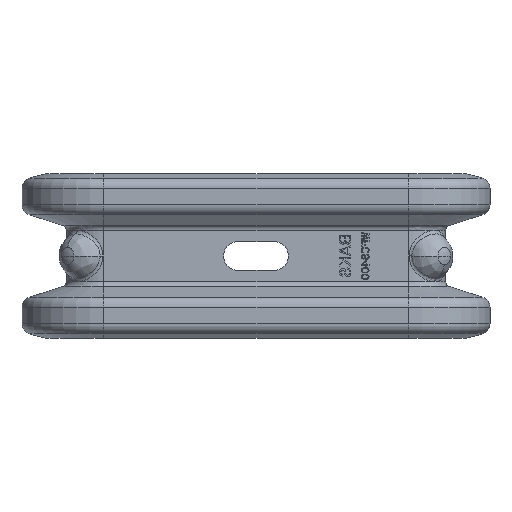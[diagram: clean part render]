
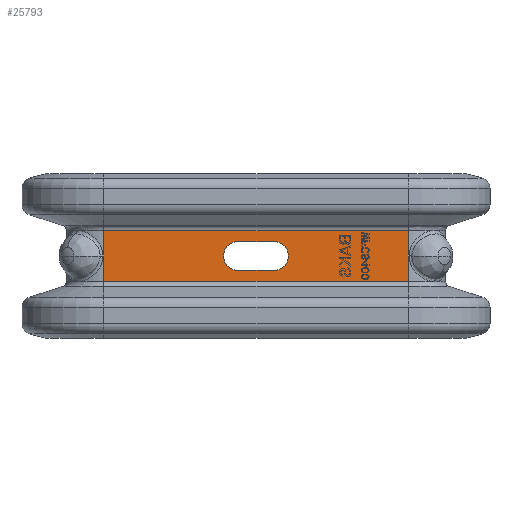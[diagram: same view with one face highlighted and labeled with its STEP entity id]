
A CAD part, left-side view. The second image highlights one B-rep face of the part: STEP entity #25793.
In plain terms, the highlighted planar face has unit normal (-1, 0, 0).
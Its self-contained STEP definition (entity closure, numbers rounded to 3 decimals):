
#7210=DIRECTION('',(0.,1.,0.));
#7211=VECTOR('',#7210,117.);
#7212=CARTESIAN_POINT('',(-457.,31.5,9.8));
#7213=LINE('',#7212,#7211);
#7214=DIRECTION('',(0.,0.,1.));
#7215=VECTOR('',#7214,19.6);
#7216=CARTESIAN_POINT('',(-457.,31.5,-9.8));
#7217=LINE('',#7216,#7215);
#7218=DIRECTION('',(0.,1.,0.));
#7219=VECTOR('',#7218,117.);
#7220=CARTESIAN_POINT('',(-457.,31.5,-9.8));
#7221=LINE('',#7220,#7219);
#7222=DIRECTION('',(0.,1.,0.));
#7223=VECTOR('',#7222,14.);
#7224=CARTESIAN_POINT('',(-457.,83.,5.5));
#7225=LINE('',#7224,#7223);
#7226=CARTESIAN_POINT('',(-457.,97.,0.));
#7227=DIRECTION('',(1.,0.,0.));
#7228=DIRECTION('',(0.,0.,-1.));
#7229=AXIS2_PLACEMENT_3D('',#7226,#7227,#7228);
#7231=DIRECTION('',(0.,-1.,0.));
#7232=VECTOR('',#7231,14.);
#7233=CARTESIAN_POINT('',(-457.,97.,-5.5));
#7234=LINE('',#7233,#7232);
#7235=CARTESIAN_POINT('',(-457.,83.,0.));
#7236=DIRECTION('',(1.,0.,0.));
#7237=DIRECTION('',(0.,0.,1.));
#7238=AXIS2_PLACEMENT_3D('',#7235,#7236,#7237);
#8162=DIRECTION('',(0.,0.,1.));
#8163=VECTOR('',#8162,19.6);
#8164=CARTESIAN_POINT('',(-457.,148.5,-9.8));
#8165=LINE('',#8164,#8163);
#12281=CARTESIAN_POINT('',(-457.,31.5,-9.8));
#12282=VERTEX_POINT('',#12281);
#12283=CARTESIAN_POINT('',(-457.,31.5,9.8));
#12284=VERTEX_POINT('',#12283);
#12309=CARTESIAN_POINT('',(-457.,148.5,-9.8));
#12310=VERTEX_POINT('',#12309);
#12311=CARTESIAN_POINT('',(-457.,148.5,9.8));
#12312=VERTEX_POINT('',#12311);
#12537=CARTESIAN_POINT('',(-457.,83.,5.5));
#12538=CARTESIAN_POINT('',(-457.,97.,5.5));
#12539=VERTEX_POINT('',#12537);
#12540=VERTEX_POINT('',#12538);
#12541=CARTESIAN_POINT('',(-457.,97.,-5.5));
#12542=VERTEX_POINT('',#12541);
#12543=CARTESIAN_POINT('',(-457.,83.,-5.5));
#12544=VERTEX_POINT('',#12543);
#25770=CARTESIAN_POINT('',(-457.,31.5,-9.8));
#25771=DIRECTION('',(-1.,0.,0.));
#25772=DIRECTION('',(0.,0.,1.));
#25773=AXIS2_PLACEMENT_3D('',#25770,#25771,#25772);
#25774=PLANE('',#25773);
#25775=ORIENTED_EDGE('',*,*,#23841,.F.);
#25777=ORIENTED_EDGE('',*,*,#25776,.T.);
#25779=ORIENTED_EDGE('',*,*,#25778,.T.);
#25780=ORIENTED_EDGE('',*,*,#25762,.F.);
#25781=EDGE_LOOP('',(#25775,#25777,#25779,#25780));
#25782=FACE_OUTER_BOUND('',#25781,.F.);
#25784=ORIENTED_EDGE('',*,*,#25783,.T.);
#25786=ORIENTED_EDGE('',*,*,#25785,.F.);
#25788=ORIENTED_EDGE('',*,*,#25787,.T.);
#25790=ORIENTED_EDGE('',*,*,#25789,.F.);
#25791=EDGE_LOOP('',(#25784,#25786,#25788,#25790));
#25792=FACE_BOUND('',#25791,.F.);
#25793=ADVANCED_FACE('',(#25782,#25792),#25774,.T.);
#7230=CIRCLE('',#7229,5.5);
#7239=CIRCLE('',#7238,5.5);
#23841=EDGE_CURVE('',#12282,#12284,#7217,.T.);
#25762=EDGE_CURVE('',#12284,#12312,#7213,.T.);
#25776=EDGE_CURVE('',#12282,#12310,#7221,.T.);
#25778=EDGE_CURVE('',#12310,#12312,#8165,.T.);
#25783=EDGE_CURVE('',#12539,#12540,#7225,.T.);
#25785=EDGE_CURVE('',#12542,#12540,#7230,.T.);
#25787=EDGE_CURVE('',#12542,#12544,#7234,.T.);
#25789=EDGE_CURVE('',#12539,#12544,#7239,.T.);
